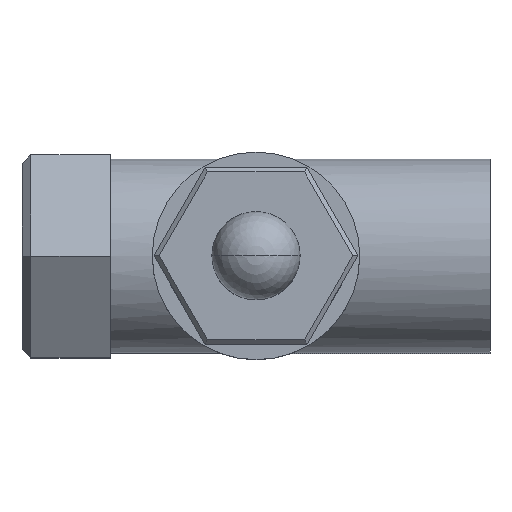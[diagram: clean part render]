
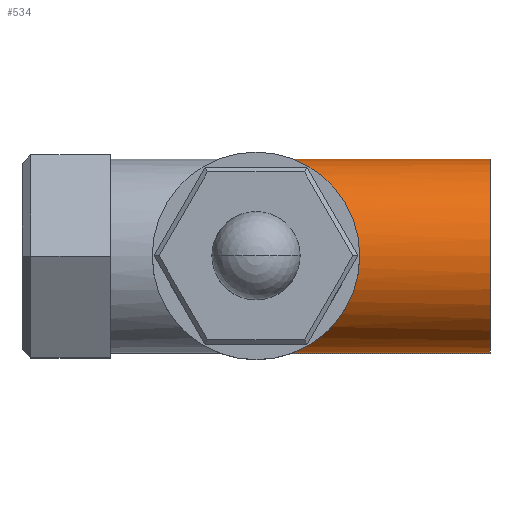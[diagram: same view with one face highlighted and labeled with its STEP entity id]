
A CAD part, top view. The second image highlights one B-rep face of the part: STEP entity #534.
In plain terms, the highlighted cylindrical face has radius 11 mm (diameter 22 mm), a partial arc.
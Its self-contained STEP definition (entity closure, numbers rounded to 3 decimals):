
#196=CARTESIAN_POINT('Axis2P3D Location',(5.,0.,0.)) ;
#205=CARTESIAN_POINT('Vertex',(0.,11.,0.)) ;
#212=CARTESIAN_POINT('Vertex',(0.,-11.,0.)) ;
#333=CARTESIAN_POINT('Control Point',(0.,-11.,0.)) ;
#334=CARTESIAN_POINT('Control Point',(0.072,-11.,0.072)) ;
#335=CARTESIAN_POINT('Control Point',(0.144,-10.999,0.144)) ;
#336=CARTESIAN_POINT('Control Point',(0.234,-10.998,0.234)) ;
#337=CARTESIAN_POINT('Control Point',(0.432,-10.993,0.432)) ;
#338=CARTESIAN_POINT('Control Point',(0.63,-10.983,0.63)) ;
#339=CARTESIAN_POINT('Control Point',(0.72,-10.977,0.72)) ;
#340=CARTESIAN_POINT('Control Point',(1.167,-10.945,1.167)) ;
#341=CARTESIAN_POINT('Control Point',(1.613,-10.891,1.613)) ;
#342=CARTESIAN_POINT('Control Point',(1.986,-10.829,1.986)) ;
#343=CARTESIAN_POINT('Control Point',(2.873,-10.643,2.873)) ;
#344=CARTESIAN_POINT('Control Point',(3.749,-10.362,3.749)) ;
#345=CARTESIAN_POINT('Control Point',(4.252,-10.167,4.252)) ;
#346=CARTESIAN_POINT('Control Point',(5.743,-9.479,5.743)) ;
#347=CARTESIAN_POINT('Control Point',(7.152,-8.478,7.152)) ;
#348=CARTESIAN_POINT('Control Point',(8.034,-7.662,8.034)) ;
#349=CARTESIAN_POINT('Control Point',(9.49,-5.883,9.49)) ;
#350=CARTESIAN_POINT('Control Point',(10.497,-3.578,10.497)) ;
#351=CARTESIAN_POINT('Control Point',(10.832,-2.429,10.832)) ;
#352=CARTESIAN_POINT('Control Point',(11.,-1.214,11.)) ;
#353=CARTESIAN_POINT('Control Point',(11.,0.,11.)) ;
#354=CARTESIAN_POINT('Vertex',(11.,0.,11.)) ;
#390=CARTESIAN_POINT('Control Point',(0.,11.,0.)) ;
#391=CARTESIAN_POINT('Control Point',(0.072,11.,0.072)) ;
#392=CARTESIAN_POINT('Control Point',(0.144,10.999,0.144)) ;
#393=CARTESIAN_POINT('Control Point',(0.234,10.998,0.234)) ;
#394=CARTESIAN_POINT('Control Point',(0.432,10.993,0.432)) ;
#395=CARTESIAN_POINT('Control Point',(0.63,10.983,0.63)) ;
#396=CARTESIAN_POINT('Control Point',(0.72,10.977,0.72)) ;
#397=CARTESIAN_POINT('Control Point',(1.167,10.945,1.167)) ;
#398=CARTESIAN_POINT('Control Point',(1.613,10.891,1.613)) ;
#399=CARTESIAN_POINT('Control Point',(1.986,10.829,1.986)) ;
#400=CARTESIAN_POINT('Control Point',(2.873,10.643,2.873)) ;
#401=CARTESIAN_POINT('Control Point',(3.749,10.362,3.749)) ;
#402=CARTESIAN_POINT('Control Point',(4.252,10.167,4.252)) ;
#403=CARTESIAN_POINT('Control Point',(5.743,9.479,5.743)) ;
#404=CARTESIAN_POINT('Control Point',(7.152,8.478,7.152)) ;
#405=CARTESIAN_POINT('Control Point',(8.034,7.662,8.034)) ;
#406=CARTESIAN_POINT('Control Point',(9.49,5.883,9.49)) ;
#407=CARTESIAN_POINT('Control Point',(10.497,3.578,10.497)) ;
#408=CARTESIAN_POINT('Control Point',(10.832,2.429,10.832)) ;
#409=CARTESIAN_POINT('Control Point',(11.,1.214,11.)) ;
#410=CARTESIAN_POINT('Control Point',(11.,0.,11.)) ;
#508=CARTESIAN_POINT('Line Origine',(5.,-11.,0.)) ;
#512=CARTESIAN_POINT('Vertex',(26.5,-11.,0.)) ;
#515=CARTESIAN_POINT('Axis2P3D Location',(26.5,0.,0.)) ;
#519=CARTESIAN_POINT('Vertex',(26.5,11.,0.)) ;
#522=CARTESIAN_POINT('Line Origine',(5.,11.,0.)) ;
#510=VECTOR('Line Direction',#509,1.) ;
#524=VECTOR('Line Direction',#523,1.) ;
#197=DIRECTION('Axis2P3D Direction',(1.,0.,0.)) ;
#198=DIRECTION('Axis2P3D XDirection',(0.,1.,0.)) ;
#509=DIRECTION('Vector Direction',(1.,0.,0.)) ;
#516=DIRECTION('Axis2P3D Direction',(1.,0.,0.)) ;
#523=DIRECTION('Vector Direction',(1.,0.,0.)) ;
#199=AXIS2_PLACEMENT_3D('Cylinder Axis2P3D',#196,#197,#198) ;
#517=AXIS2_PLACEMENT_3D('Circle Axis2P3D',#515,#516,$) ;
#511=LINE('Line',#508,#510) ;
#525=LINE('Line',#522,#524) ;
#518=CIRCLE('generated circle',#517,11.) ;
#200=CYLINDRICAL_SURFACE('generated cylinder',#199,11.) ;
#356=EDGE_CURVE('',#213,#355,#332,.T.) ;
#411=EDGE_CURVE('',#206,#355,#389,.T.) ;
#514=EDGE_CURVE('',#213,#513,#511,.T.) ;
#521=EDGE_CURVE('',#520,#513,#518,.T.) ;
#526=EDGE_CURVE('',#206,#520,#525,.T.) ;
#528=ORIENTED_EDGE('',*,*,#514,.T.) ;
#529=ORIENTED_EDGE('',*,*,#521,.F.) ;
#530=ORIENTED_EDGE('',*,*,#526,.F.) ;
#531=ORIENTED_EDGE('',*,*,#411,.T.) ;
#532=ORIENTED_EDGE('',*,*,#356,.F.) ;
#527=EDGE_LOOP('',(#528,#529,#530,#531,#532)) ;
#206=VERTEX_POINT('',#205) ;
#213=VERTEX_POINT('',#212) ;
#355=VERTEX_POINT('',#354) ;
#513=VERTEX_POINT('',#512) ;
#520=VERTEX_POINT('',#519) ;
#534=ADVANCED_FACE('PartBody',(#533),#200,.T.) ;
#332=B_SPLINE_CURVE_WITH_KNOTS('',5,(#333,#334,#335,#336,#337,#338,#339,#340,#341,#342,#343,#344,#345,#346,#347,#348,#349,#350,#351,#352,#353),.UNSPECIFIED.,.F.,.U.,(6,3,3,3,3,3,6),(0.,0.719,1.439,5.194,10.388,20.776,29.363),.UNSPECIFIED.) ;
#389=B_SPLINE_CURVE_WITH_KNOTS('',5,(#390,#391,#392,#393,#394,#395,#396,#397,#398,#399,#400,#401,#402,#403,#404,#405,#406,#407,#408,#409,#410),.UNSPECIFIED.,.F.,.U.,(6,3,3,3,3,3,6),(0.,0.719,1.439,5.194,10.388,20.776,29.363),.UNSPECIFIED.) ;
#533=FACE_OUTER_BOUND('',#527,.T.) ;
